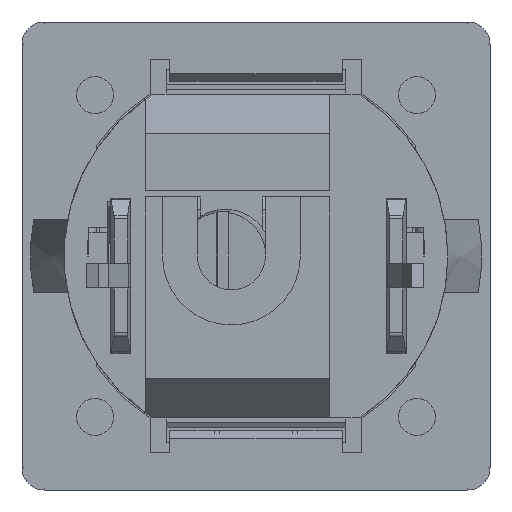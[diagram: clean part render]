
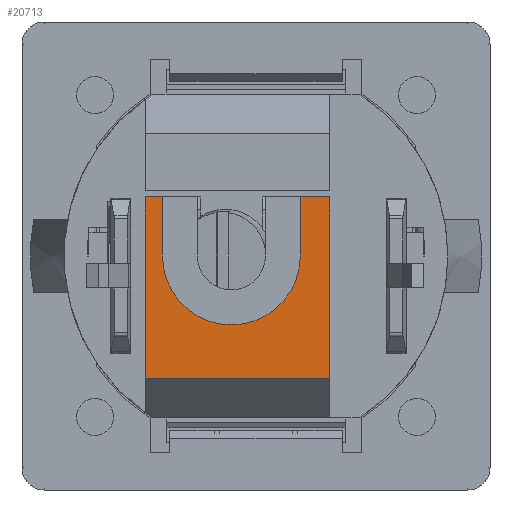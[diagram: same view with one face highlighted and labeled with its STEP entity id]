
A CAD part, front view. The second image highlights one B-rep face of the part: STEP entity #20713.
In plain terms, the highlighted planar face has unit normal (0, -1, 0).
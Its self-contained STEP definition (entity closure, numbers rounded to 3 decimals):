
#6266=DIRECTION('',(0.,0.,-1.));
#6267=VECTOR('',#6266,2.4);
#6268=CARTESIAN_POINT('',(-3.8,-3.5,2.4));
#6269=LINE('',#6268,#6267);
#6270=CARTESIAN_POINT('',(-1.,-3.5,0.));
#6271=DIRECTION('',(0.,-1.,0.));
#6272=DIRECTION('',(-1.,0.,0.));
#6273=AXIS2_PLACEMENT_3D('',#6270,#6271,#6272);
#6275=DIRECTION('',(0.,0.,-1.));
#6276=VECTOR('',#6275,2.4);
#6277=CARTESIAN_POINT('',(1.8,-3.5,2.4));
#6278=LINE('',#6277,#6276);
#6279=DIRECTION('',(0.,0.,-1.));
#6280=VECTOR('',#6279,7.38);
#6281=CARTESIAN_POINT('',(3.,-3.5,2.4));
#6282=LINE('',#6281,#6280);
#6283=DIRECTION('',(-1.,0.,0.));
#6284=VECTOR('',#6283,7.5);
#6285=CARTESIAN_POINT('',(3.,-3.5,-4.98));
#6286=LINE('',#6285,#6284);
#6287=DIRECTION('',(0.,0.,1.));
#6288=VECTOR('',#6287,7.38);
#6289=CARTESIAN_POINT('',(-4.5,-3.5,-4.98));
#6290=LINE('',#6289,#6288);
#6308=DIRECTION('',(1.,0.,0.));
#6309=VECTOR('',#6308,0.7);
#6310=CARTESIAN_POINT('',(-4.5,-3.5,2.4));
#6311=LINE('',#6310,#6309);
#6320=DIRECTION('',(1.,0.,0.));
#6321=VECTOR('',#6320,1.2);
#6322=CARTESIAN_POINT('',(1.8,-3.5,2.4));
#6323=LINE('',#6322,#6321);
#12444=CARTESIAN_POINT('',(3.,-3.5,-4.98));
#12445=CARTESIAN_POINT('',(-4.5,-3.5,-4.98));
#12446=VERTEX_POINT('',#12444);
#12447=VERTEX_POINT('',#12445);
#12610=CARTESIAN_POINT('',(-4.5,-3.5,2.4));
#12611=VERTEX_POINT('',#12610);
#12612=CARTESIAN_POINT('',(3.,-3.5,2.4));
#12613=VERTEX_POINT('',#12612);
#12614=CARTESIAN_POINT('',(-3.8,-3.5,2.4));
#12615=VERTEX_POINT('',#12614);
#12616=CARTESIAN_POINT('',(1.8,-3.5,2.4));
#12617=VERTEX_POINT('',#12616);
#12626=CARTESIAN_POINT('',(-3.8,-3.5,0.));
#12627=VERTEX_POINT('',#12626);
#12628=CARTESIAN_POINT('',(1.8,-3.5,0.));
#12629=VERTEX_POINT('',#12628);
#20692=CARTESIAN_POINT('',(0.,-3.5,0.));
#20693=DIRECTION('',(0.,-1.,0.));
#20694=DIRECTION('',(-1.,0.,0.));
#20695=AXIS2_PLACEMENT_3D('',#20692,#20693,#20694);
#20696=PLANE('',#20695);
#20698=ORIENTED_EDGE('',*,*,#20697,.T.);
#20700=ORIENTED_EDGE('',*,*,#20699,.T.);
#20702=ORIENTED_EDGE('',*,*,#20701,.T.);
#20704=ORIENTED_EDGE('',*,*,#20703,.F.);
#20706=ORIENTED_EDGE('',*,*,#20705,.T.);
#20707=ORIENTED_EDGE('',*,*,#20685,.T.);
#20708=ORIENTED_EDGE('',*,*,#20672,.T.);
#20710=ORIENTED_EDGE('',*,*,#20709,.T.);
#20711=EDGE_LOOP('',(#20698,#20700,#20702,#20704,#20706,#20707,#20708,#20710));
#20712=FACE_OUTER_BOUND('',#20711,.F.);
#6274=CIRCLE('',#6273,2.8);
#20672=EDGE_CURVE('',#12446,#12447,#6286,.T.);
#20685=EDGE_CURVE('',#12613,#12446,#6282,.T.);
#20697=EDGE_CURVE('',#12611,#12615,#6311,.T.);
#20699=EDGE_CURVE('',#12615,#12627,#6269,.T.);
#20701=EDGE_CURVE('',#12627,#12629,#6274,.T.);
#20703=EDGE_CURVE('',#12617,#12629,#6278,.T.);
#20705=EDGE_CURVE('',#12617,#12613,#6323,.T.);
#20709=EDGE_CURVE('',#12447,#12611,#6290,.T.);
#20713=ADVANCED_FACE('',(#20712),#20696,.T.);
